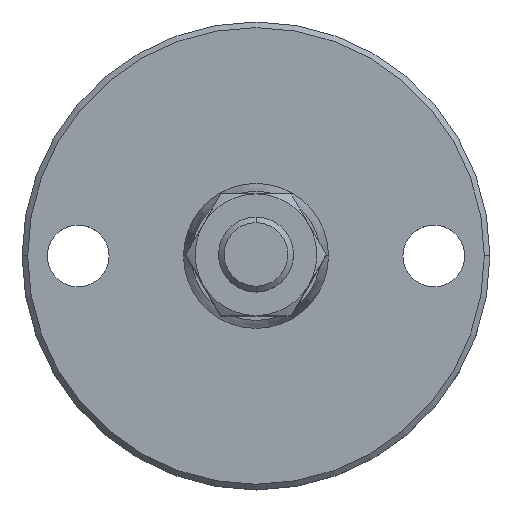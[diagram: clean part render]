
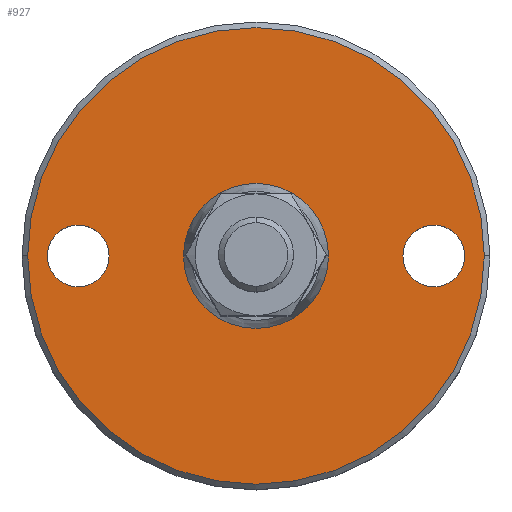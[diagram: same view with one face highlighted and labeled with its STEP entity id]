
A CAD part, top view. The second image highlights one B-rep face of the part: STEP entity #927.
In plain terms, the highlighted planar face has unit normal (0, 0, 1).
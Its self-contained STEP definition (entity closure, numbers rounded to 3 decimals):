
#369=VERTEX_POINT('',#1011);
#479=VERTEX_POINT('',#1138);
#563=EDGE_CURVE('',#369,#801,#1231,.T.);
#607=VERTEX_POINT('',#1277);
#697=EDGE_CURVE('',#801,#369,#1382,.T.);
#703=VERTEX_POINT('',#1389);
#729=EDGE_CURVE('',#703,#935,#1420,.T.);
#745=EDGE_CURVE('',#479,#785,#1437,.T.);
#785=VERTEX_POINT('',#1482);
#801=VERTEX_POINT('',#1498);
#813=VERTEX_POINT('',#1510);
#849=EDGE_CURVE('',#935,#703,#1551,.T.);
#885=EDGE_CURVE('',#607,#813,#1590,.T.);
#913=EDGE_CURVE('',#785,#479,#1620,.T.);
#927=ADVANCED_FACE('',(#1636,#1637,#1638,#1639),#1640,.T.);
#935=VERTEX_POINT('',#1648);
#963=EDGE_CURVE('',#813,#607,#1683,.T.);
#1011=CARTESIAN_POINT('',(24.4,0.,8.5));
#1138=CARTESIAN_POINT('',(-22.3,0.0,8.5));
#1231=CIRCLE('',#2156,24.4);
#1277=CARTESIAN_POINT('',(-7.75,0.,8.5));
#1382=CIRCLE('',#2463,24.4);
#1389=CARTESIAN_POINT('',(15.7,0.0,8.5));
#1420=CIRCLE('',#2504,3.3);
#1437=CIRCLE('',#2546,3.3);
#1482=CARTESIAN_POINT('',(-15.7,0.,8.5));
#1498=CARTESIAN_POINT('',(-24.4,0.,8.5));
#1510=CARTESIAN_POINT('',(7.75,0.,8.5));
#1551=CIRCLE('',#2757,3.3);
#1590=CIRCLE('',#2842,7.75);
#1620=CIRCLE('',#2889,3.3);
#1636=FACE_BOUND('',#2916,.T.);
#1637=FACE_BOUND('',#2917,.T.);
#1638=FACE_BOUND('',#2918,.T.);
#1639=FACE_OUTER_BOUND('',#2919,.T.);
#1640=PLANE('',#2920);
#1648=CARTESIAN_POINT('',(22.3,0.,8.5));
#1683=CIRCLE('',#2998,7.75);
#2156=AXIS2_PLACEMENT_3D('',#3281,#3282,#3283);
#2463=AXIS2_PLACEMENT_3D('',#3470,#3471,#3472);
#2504=AXIS2_PLACEMENT_3D('',#3529,#3530,#3531);
#2546=AXIS2_PLACEMENT_3D('',#3546,#3547,#3548);
#2757=AXIS2_PLACEMENT_3D('',#3665,#3666,#3667);
#2842=AXIS2_PLACEMENT_3D('',#3705,#3706,#3707);
#2889=AXIS2_PLACEMENT_3D('',#3730,#3731,#3732);
#2916=EDGE_LOOP('',(#3752,#3753));
#2917=EDGE_LOOP('',(#3754,#3755));
#2918=EDGE_LOOP('',(#3756,#3757));
#2919=EDGE_LOOP('',(#3758,#3759));
#2920=AXIS2_PLACEMENT_3D('',#3760,#3761,#3762);
#2998=AXIS2_PLACEMENT_3D('',#3822,#3823,#3824);
#3281=CARTESIAN_POINT('',(0.,0.,8.5));
#3282=DIRECTION('',(0.,0.,1.0));
#3283=DIRECTION('',(-1.0,0.,0.));
#3470=CARTESIAN_POINT('',(0.,0.,8.5));
#3471=DIRECTION('',(0.,0.,1.0));
#3472=DIRECTION('',(-1.0,0.,0.));
#3529=CARTESIAN_POINT('',(19.0,0.,8.5));
#3530=DIRECTION('',(0.,0.,-1.0));
#3531=DIRECTION('',(1.0,0.,0.));
#3546=CARTESIAN_POINT('',(-19.0,0.,8.5));
#3547=DIRECTION('',(0.,0.,-1.0));
#3548=DIRECTION('',(1.0,0.,0.));
#3665=CARTESIAN_POINT('',(19.0,0.,8.5));
#3666=DIRECTION('',(0.,0.,-1.0));
#3667=DIRECTION('',(1.0,0.,0.));
#3705=CARTESIAN_POINT('',(0.,0.,8.5));
#3706=DIRECTION('',(0.,0.,1.0));
#3707=DIRECTION('',(-1.0,0.,0.));
#3730=CARTESIAN_POINT('',(-19.0,0.,8.5));
#3731=DIRECTION('',(0.,0.,-1.0));
#3732=DIRECTION('',(1.0,0.,0.));
#3752=ORIENTED_EDGE('',*,*,#729,.T.);
#3753=ORIENTED_EDGE('',*,*,#849,.T.);
#3754=ORIENTED_EDGE('',*,*,#745,.T.);
#3755=ORIENTED_EDGE('',*,*,#913,.T.);
#3756=ORIENTED_EDGE('',*,*,#885,.F.);
#3757=ORIENTED_EDGE('',*,*,#963,.F.);
#3758=ORIENTED_EDGE('',*,*,#697,.T.);
#3759=ORIENTED_EDGE('',*,*,#563,.T.);
#3760=CARTESIAN_POINT('',(-16.075,0.,8.5));
#3761=DIRECTION('',(0.,0.,1.0));
#3762=DIRECTION('',(-1.0,0.,0.0));
#3822=CARTESIAN_POINT('',(0.,0.,8.5));
#3823=DIRECTION('',(0.,0.,1.0));
#3824=DIRECTION('',(-1.0,0.,0.));
